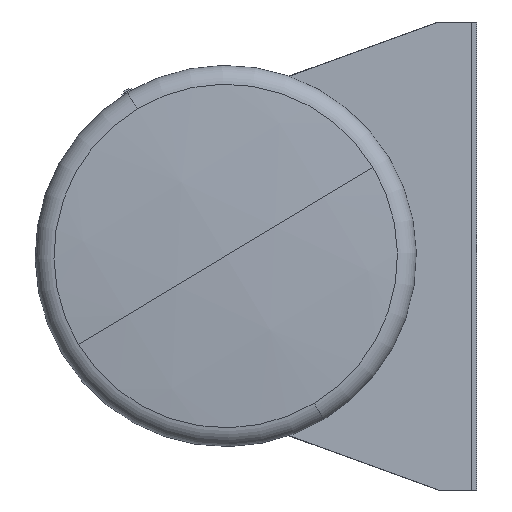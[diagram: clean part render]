
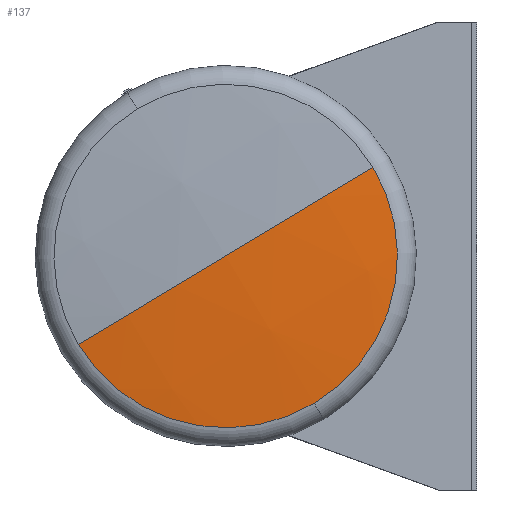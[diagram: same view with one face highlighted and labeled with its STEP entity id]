
A CAD part, left-side view. The second image highlights one B-rep face of the part: STEP entity #137.
In plain terms, the highlighted spherical face has radius 351.469 mm.
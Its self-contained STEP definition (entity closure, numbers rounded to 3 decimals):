
#137 = ADVANCED_FACE ( 'SPHERE_0', ( #1651 ), #1657, .T. ) ;
#233 = EDGE_CURVE ( 'NONE', #924, #1010, #3211, .T. ) ;
#234 = EDGE_CURVE ( 'NONE', #1010, #1009, #3229, .T. ) ;
#235 = EDGE_CURVE ( 'NONE', #932, #1009, #3227, .T. ) ;
#278 = EDGE_CURVE ( 'NONE', #932, #924, #3307, .T. ) ;
#536 = AXIS2_PLACEMENT_3D ( 'NONE', #1654, #1659, #1660 ) ;
#835 = ORIENTED_EDGE ( 'NONE', *, *, #234, .T. ) ;
#864 = ORIENTED_EDGE ( 'NONE', *, *, #235, .F. ) ;
#874 = ORIENTED_EDGE ( 'NONE', *, *, #233, .T. ) ;
#881 = ORIENTED_EDGE ( 'NONE', *, *, #278, .T. ) ;
#924 = VERTEX_POINT ( 'NONE', #2874 ) ;
#932 = VERTEX_POINT ( 'NONE', #2882 ) ;
#1009 = VERTEX_POINT ( 'NONE', #2959 ) ;
#1010 = VERTEX_POINT ( 'NONE', #2960 ) ;
#1651 = FACE_OUTER_BOUND ( 'NONE', #3984, .T. ) ;
#1654 = CARTESIAN_POINT ( 'NONE',  ( 0., -335.469, 0. ) ) ;
#1657 = SPHERICAL_SURFACE ( 'NONE', #536, 351.469 ) ;
#1659 = DIRECTION ( 'NONE',  ( 0., 0., -1. ) ) ;
#1660 = DIRECTION ( 'NONE',  ( 1., 0., 0. ) ) ;
#1985 = CARTESIAN_POINT ( 'NONE',  ( 0., 14.444, 0. ) ) ;
#1986 = DIRECTION ( 'NONE',  ( 0., 1., 0. ) ) ;
#1987 = DIRECTION ( 'NONE',  ( 0., 0., 1. ) ) ;
#1988 = CARTESIAN_POINT ( 'NONE',  ( 0., -335.469, 0. ) ) ;
#1989 = DIRECTION ( 'NONE',  ( 0., 0., -1. ) ) ;
#1990 = DIRECTION ( 'NONE',  ( -1., 0., 0. ) ) ;
#1991 = CARTESIAN_POINT ( 'NONE',  ( 0., -335.469, 0. ) ) ;
#1992 = DIRECTION ( 'NONE',  ( 0., 0., 1. ) ) ;
#1993 = DIRECTION ( 'NONE',  ( 1., 0., 0. ) ) ;
#2122 = CARTESIAN_POINT ( 'NONE',  ( 0., 14.444, 0. ) ) ;
#2123 = DIRECTION ( 'NONE',  ( 0., 1., 0. ) ) ;
#2124 = DIRECTION ( 'NONE',  ( 0., 0., 1. ) ) ;
#2874 = CARTESIAN_POINT ( 'NONE',  ( 0., 14.444, -33.039 ) ) ;
#2882 = CARTESIAN_POINT ( 'NONE',  ( 33.039, 14.444, 0. ) ) ;
#2959 = CARTESIAN_POINT ( 'NONE',  ( 0., 16., 0. ) ) ;
#2960 = CARTESIAN_POINT ( 'NONE',  ( -33.039, 14.444, 0. ) ) ;
#3206 = AXIS2_PLACEMENT_3D ( 'NONE', #1985, #1986, #1987 ) ;
#3211 = CIRCLE ( 'NONE', #3206, 33.039 ) ;
#3224 = AXIS2_PLACEMENT_3D ( 'NONE', #1991, #1992, #1993 ) ;
#3227 = CIRCLE ( 'NONE', #3224, 351.469 ) ;
#3229 = CIRCLE ( 'NONE', #3232, 351.469 ) ;
#3232 = AXIS2_PLACEMENT_3D ( 'NONE', #1988, #1989, #1990 ) ;
#3307 = CIRCLE ( 'NONE', #3326, 33.039 ) ;
#3326 = AXIS2_PLACEMENT_3D ( 'NONE', #2122, #2123, #2124 ) ;
#3984 = EDGE_LOOP ( 'NONE', ( #881, #874, #835, #864 ) ) ;
